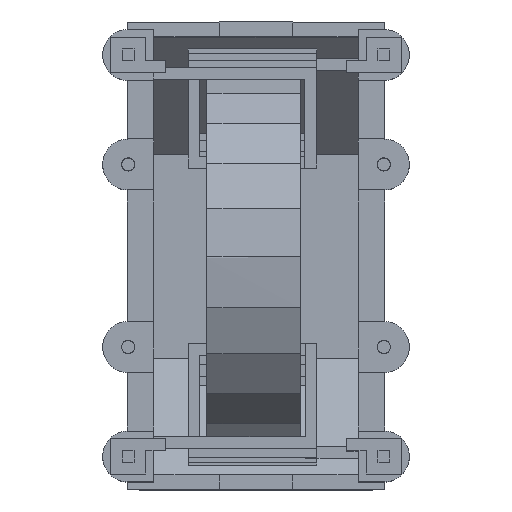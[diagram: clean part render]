
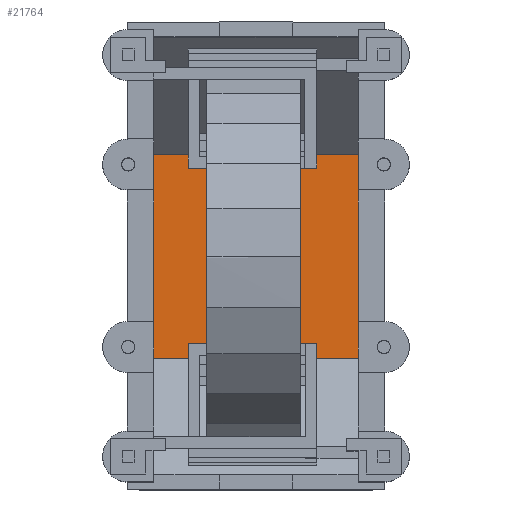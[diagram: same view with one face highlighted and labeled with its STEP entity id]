
A CAD part, top view. The second image highlights one B-rep face of the part: STEP entity #21764.
In plain terms, the highlighted planar face has unit normal (0, 0, 1).
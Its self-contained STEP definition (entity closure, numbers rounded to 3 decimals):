
#18801 = PLANE('',#18802);
#18802 = AXIS2_PLACEMENT_3D('',#18803,#18804,#18805);
#18803 = CARTESIAN_POINT('',(-1.498,20.504,33.));
#18804 = DIRECTION('',(1.,0.,
    0.));
#18805 = DIRECTION('',(0.,0.,
    1.));
#21025 = VERTEX_POINT('',#21026);
#21026 = CARTESIAN_POINT('',(-1.5,9.,1.));
#21040 = PLANE('',#21041);
#21041 = AXIS2_PLACEMENT_3D('',#21042,#21043,#21044);
#21042 = CARTESIAN_POINT('',(-1.5,1.,9.));
#21043 = DIRECTION('',(0.,0.707,0.707
    ));
#21044 = DIRECTION('',(0.,-0.707,
    0.707));
#21052 = EDGE_CURVE('',#21025,#21053,#21055,.T.);
#21053 = VERTEX_POINT('',#21054);
#21054 = CARTESIAN_POINT('',(-1.5,23.,1.));
#21055 = SURFACE_CURVE('',#21056,(#21060,#21067),.PCURVE_S1.);
#21056 = LINE('',#21057,#21058);
#21057 = CARTESIAN_POINT('',(-1.5,9.,1.));
#21058 = VECTOR('',#21059,1.);
#21059 = DIRECTION('',(0.,1.,0.));
#21060 = PCURVE('',#18801,#21061);
#21061 = DEFINITIONAL_REPRESENTATION('',(#21062),#21066);
#21062 = LINE('',#21063,#21064);
#21063 = CARTESIAN_POINT('',(-32.,11.504));
#21064 = VECTOR('',#21065,1.);
#21065 = DIRECTION('',(0.,-1.));
#21066 = ( GEOMETRIC_REPRESENTATION_CONTEXT(2) 
PARAMETRIC_REPRESENTATION_CONTEXT() REPRESENTATION_CONTEXT('2D SPACE',''
  ) );
#21067 = PCURVE('',#21068,#21073);
#21068 = PLANE('',#21069);
#21069 = AXIS2_PLACEMENT_3D('',#21070,#21071,#21072);
#21070 = CARTESIAN_POINT('',(-1.5,9.,1.));
#21071 = DIRECTION('',(0.,0.,1.));
#21072 = DIRECTION('',(1.,0.,0.));
#21073 = DEFINITIONAL_REPRESENTATION('',(#21074),#21078);
#21074 = LINE('',#21075,#21076);
#21075 = CARTESIAN_POINT('',(0.,0.));
#21076 = VECTOR('',#21077,1.);
#21077 = DIRECTION('',(0.,1.));
#21078 = ( GEOMETRIC_REPRESENTATION_CONTEXT(2) 
PARAMETRIC_REPRESENTATION_CONTEXT() REPRESENTATION_CONTEXT('2D SPACE',''
  ) );
#21096 = PLANE('',#21097);
#21097 = AXIS2_PLACEMENT_3D('',#21098,#21099,#21100);
#21098 = CARTESIAN_POINT('',(-1.5,23.,1.));
#21099 = DIRECTION('',(0.,-0.707,
    0.707));
#21100 = DIRECTION('',(0.,0.707,0.707));
#21764 = ADVANCED_FACE('',(#21765),#21068,.T.);
#21765 = FACE_BOUND('',#21766,.T.);
#21766 = EDGE_LOOP('',(#21767,#21790,#21818,#21839));
#21767 = ORIENTED_EDGE('',*,*,#21768,.F.);
#21768 = EDGE_CURVE('',#21769,#21025,#21771,.T.);
#21769 = VERTEX_POINT('',#21770);
#21770 = CARTESIAN_POINT('',(12.5,9.,1.));
#21771 = SURFACE_CURVE('',#21772,(#21776,#21783),.PCURVE_S1.);
#21772 = LINE('',#21773,#21774);
#21773 = CARTESIAN_POINT('',(12.5,9.,1.));
#21774 = VECTOR('',#21775,1.);
#21775 = DIRECTION('',(-1.,0.,0.));
#21776 = PCURVE('',#21068,#21777);
#21777 = DEFINITIONAL_REPRESENTATION('',(#21778),#21782);
#21778 = LINE('',#21779,#21780);
#21779 = CARTESIAN_POINT('',(14.,0.));
#21780 = VECTOR('',#21781,1.);
#21781 = DIRECTION('',(-1.,0.));
#21782 = ( GEOMETRIC_REPRESENTATION_CONTEXT(2) 
PARAMETRIC_REPRESENTATION_CONTEXT() REPRESENTATION_CONTEXT('2D SPACE',''
  ) );
#21783 = PCURVE('',#21040,#21784);
#21784 = DEFINITIONAL_REPRESENTATION('',(#21785),#21789);
#21785 = LINE('',#21786,#21787);
#21786 = CARTESIAN_POINT('',(-11.314,14.));
#21787 = VECTOR('',#21788,1.);
#21788 = DIRECTION('',(0.,-1.));
#21789 = ( GEOMETRIC_REPRESENTATION_CONTEXT(2) 
PARAMETRIC_REPRESENTATION_CONTEXT() REPRESENTATION_CONTEXT('2D SPACE',''
  ) );
#21790 = ORIENTED_EDGE('',*,*,#21791,.T.);
#21791 = EDGE_CURVE('',#21769,#21792,#21794,.T.);
#21792 = VERTEX_POINT('',#21793);
#21793 = CARTESIAN_POINT('',(12.5,23.,1.));
#21794 = SURFACE_CURVE('',#21795,(#21799,#21806),.PCURVE_S1.);
#21795 = LINE('',#21796,#21797);
#21796 = CARTESIAN_POINT('',(12.5,9.,1.));
#21797 = VECTOR('',#21798,1.);
#21798 = DIRECTION('',(0.,1.,0.));
#21799 = PCURVE('',#21068,#21800);
#21800 = DEFINITIONAL_REPRESENTATION('',(#21801),#21805);
#21801 = LINE('',#21802,#21803);
#21802 = CARTESIAN_POINT('',(14.,0.));
#21803 = VECTOR('',#21804,1.);
#21804 = DIRECTION('',(0.,1.));
#21805 = ( GEOMETRIC_REPRESENTATION_CONTEXT(2) 
PARAMETRIC_REPRESENTATION_CONTEXT() REPRESENTATION_CONTEXT('2D SPACE',''
  ) );
#21806 = PCURVE('',#21807,#21812);
#21807 = PLANE('',#21808);
#21808 = AXIS2_PLACEMENT_3D('',#21809,#21810,#21811);
#21809 = CARTESIAN_POINT('',(12.5,23.,1.));
#21810 = DIRECTION('',(-1.,0.,
    0.));
#21811 = DIRECTION('',(0.,-1.,0.));
#21812 = DEFINITIONAL_REPRESENTATION('',(#21813),#21817);
#21813 = LINE('',#21814,#21815);
#21814 = CARTESIAN_POINT('',(14.,0.));
#21815 = VECTOR('',#21816,1.);
#21816 = DIRECTION('',(-1.,0.));
#21817 = ( GEOMETRIC_REPRESENTATION_CONTEXT(2) 
PARAMETRIC_REPRESENTATION_CONTEXT() REPRESENTATION_CONTEXT('2D SPACE',''
  ) );
#21818 = ORIENTED_EDGE('',*,*,#21819,.F.);
#21819 = EDGE_CURVE('',#21053,#21792,#21820,.T.);
#21820 = SURFACE_CURVE('',#21821,(#21825,#21832),.PCURVE_S1.);
#21821 = LINE('',#21822,#21823);
#21822 = CARTESIAN_POINT('',(-1.5,23.,1.));
#21823 = VECTOR('',#21824,1.);
#21824 = DIRECTION('',(1.,0.,0.));
#21825 = PCURVE('',#21068,#21826);
#21826 = DEFINITIONAL_REPRESENTATION('',(#21827),#21831);
#21827 = LINE('',#21828,#21829);
#21828 = CARTESIAN_POINT('',(0.,14.));
#21829 = VECTOR('',#21830,1.);
#21830 = DIRECTION('',(1.,0.));
#21831 = ( GEOMETRIC_REPRESENTATION_CONTEXT(2) 
PARAMETRIC_REPRESENTATION_CONTEXT() REPRESENTATION_CONTEXT('2D SPACE',''
  ) );
#21832 = PCURVE('',#21096,#21833);
#21833 = DEFINITIONAL_REPRESENTATION('',(#21834),#21838);
#21834 = LINE('',#21835,#21836);
#21835 = CARTESIAN_POINT('',(0.,0.));
#21836 = VECTOR('',#21837,1.);
#21837 = DIRECTION('',(0.,-1.));
#21838 = ( GEOMETRIC_REPRESENTATION_CONTEXT(2) 
PARAMETRIC_REPRESENTATION_CONTEXT() REPRESENTATION_CONTEXT('2D SPACE',''
  ) );
#21839 = ORIENTED_EDGE('',*,*,#21052,.F.);
